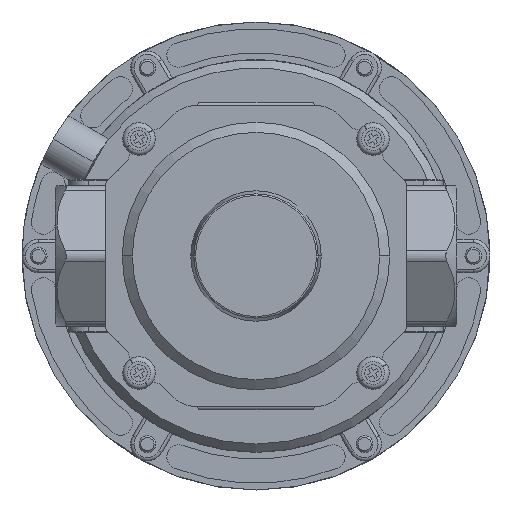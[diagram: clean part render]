
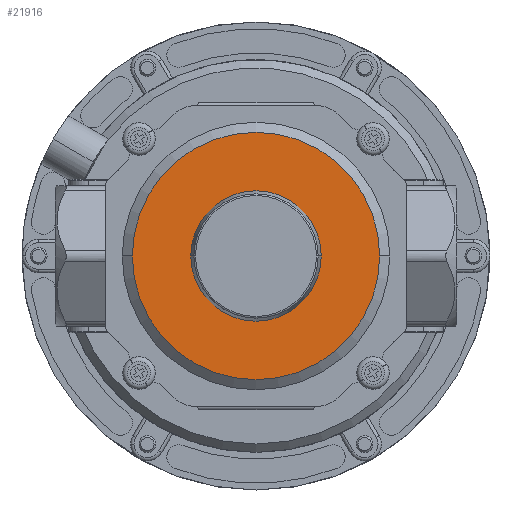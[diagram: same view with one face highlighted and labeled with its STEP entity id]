
A CAD part, front view. The second image highlights one B-rep face of the part: STEP entity #21916.
In plain terms, the highlighted face is planar.
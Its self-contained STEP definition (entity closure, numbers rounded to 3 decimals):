
#338 = DIRECTION ( 'NONE',  ( 0., -1., 0. ) ) ;
#502 = CARTESIAN_POINT ( 'NONE',  ( 0., 5.5, 0. ) ) ;
#1573 = CARTESIAN_POINT ( 'NONE',  ( 0., 5.5, 0. ) ) ;
#2430 = CIRCLE ( 'NONE', #33374, 37. ) ;
#2787 = DIRECTION ( 'NONE',  ( 0., 1., 0. ) ) ;
#2802 = ORIENTED_EDGE ( 'NONE', *, *, #7945, .F. ) ;
#3123 = AXIS2_PLACEMENT_3D ( 'NONE', #502, #338, #37854 ) ;
#4408 = EDGE_CURVE ( 'NONE', #41185, #36913, #4482, .T. ) ;
#4482 = CIRCLE ( 'NONE', #38937, 37. ) ;
#5812 = DIRECTION ( 'NONE',  ( -1., 0., 0. ) ) ;
#6276 = DIRECTION ( 'NONE',  ( 1., 0., 0. ) ) ;
#7627 = CARTESIAN_POINT ( 'NONE',  ( 19.5, 5.5, 0. ) ) ;
#7887 = ORIENTED_EDGE ( 'NONE', *, *, #28715, .T. ) ;
#7945 = EDGE_CURVE ( 'NONE', #36913, #41185, #2430, .T. ) ;
#8206 = EDGE_LOOP ( 'NONE', ( #2802, #26318 ) ) ;
#9452 = DIRECTION ( 'NONE',  ( 1., 0., 0. ) ) ;
#9735 = FACE_BOUND ( 'NONE', #16450, .T. ) ;
#9746 = CARTESIAN_POINT ( 'NONE',  ( 0., 5.5, 0. ) ) ;
#10035 = CARTESIAN_POINT ( 'NONE',  ( -37., 5.5, 0. ) ) ;
#11391 = CARTESIAN_POINT ( 'NONE',  ( -19.5, 5.5, 0. ) ) ;
#12639 = DIRECTION ( 'NONE',  ( 0., -1., 0. ) ) ;
#15672 = ORIENTED_EDGE ( 'NONE', *, *, #42044, .T. ) ;
#16340 = CIRCLE ( 'NONE', #3123, 19.5 ) ;
#16427 = DIRECTION ( 'NONE',  ( 1., 0., 0. ) ) ;
#16450 = EDGE_LOOP ( 'NONE', ( #7887, #15672 ) ) ;
#16651 = AXIS2_PLACEMENT_3D ( 'NONE', #37528, #2787, #5812 ) ;
#17286 = DIRECTION ( 'NONE',  ( 0., -1., 0. ) ) ;
#21916 = ADVANCED_FACE ( 'NONE', ( #9735, #23879 ), #44930, .T. ) ;
#23879 = FACE_OUTER_BOUND ( 'NONE', #8206, .T. ) ;
#26318 = ORIENTED_EDGE ( 'NONE', *, *, #4408, .F. ) ;
#28132 = VERTEX_POINT ( 'NONE', #7627 ) ;
#28715 = EDGE_CURVE ( 'NONE', #28132, #43115, #16340, .T. ) ;
#31856 = DIRECTION ( 'NONE',  ( 0., -1., 0. ) ) ;
#33374 = AXIS2_PLACEMENT_3D ( 'NONE', #1573, #31856, #9452 ) ;
#36913 = VERTEX_POINT ( 'NONE', #45090 ) ;
#37528 = CARTESIAN_POINT ( 'NONE',  ( 37., 5.5, 0. ) ) ;
#37854 = DIRECTION ( 'NONE',  ( 1., 0., 0. ) ) ;
#38937 = AXIS2_PLACEMENT_3D ( 'NONE', #9746, #17286, #6276 ) ;
#39575 = AXIS2_PLACEMENT_3D ( 'NONE', #45955, #12639, #16427 ) ;
#41185 = VERTEX_POINT ( 'NONE', #10035 ) ;
#42044 = EDGE_CURVE ( 'NONE', #43115, #28132, #42498, .T. ) ;
#42498 = CIRCLE ( 'NONE', #39575, 19.5 ) ;
#43115 = VERTEX_POINT ( 'NONE', #11391 ) ;
#44930 = PLANE ( 'NONE',  #16651 ) ;
#45090 = CARTESIAN_POINT ( 'NONE',  ( 37., 5.5, 0. ) ) ;
#45955 = CARTESIAN_POINT ( 'NONE',  ( 0., 5.5, 0. ) ) ;
